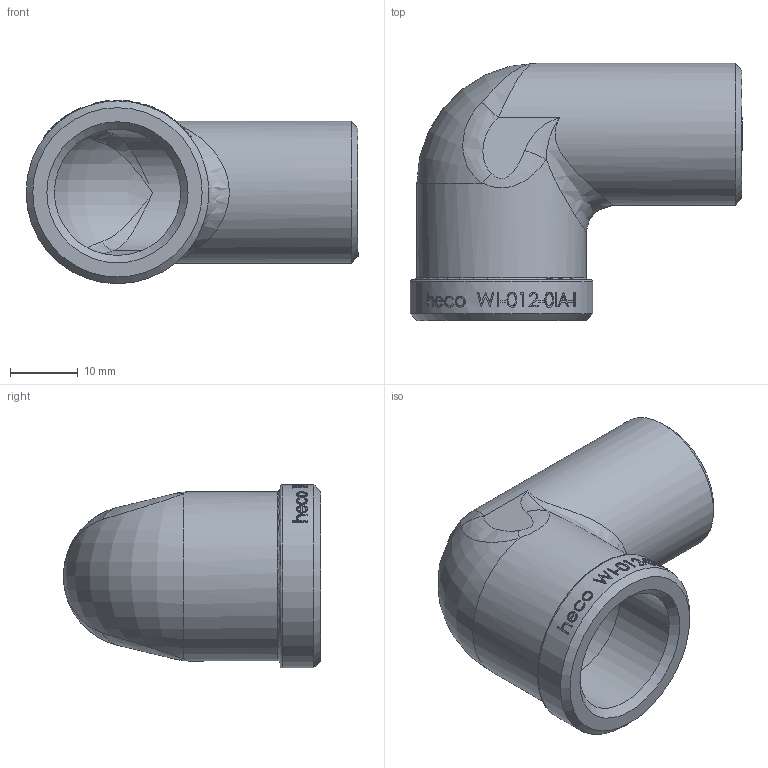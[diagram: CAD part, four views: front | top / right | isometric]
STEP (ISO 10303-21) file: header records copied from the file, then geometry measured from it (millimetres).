
FILE_DESCRIPTION (( 'STEP AP214' ), '1' );
FILE_NAME ('heco_WI-012-0IA-I.STEP', '2015-11-03T09:09:17', ( 'test' ), ( '' ), 'SwSTEP 2.0', 'SolidWorks 2011', '' );
FILE_SCHEMA (( 'AUTOMOTIVE_DESIGN' ));
Length unit declared in the file: millimetre
Products named in the file (1): heco_WI-012-0IA-I
Bounding box: 49 x 37.98 x 27.1 mm (x, y, z)
Volume: 9009.6 mm3; surface area: 8313.5 mm2
Topology: 1 solids, 1 shells, 196 faces, 494 edges, 316 vertices
Faces by surface type: bspline 97, plane 62, cylinder 28, cone 5, torus 4
Full cylindrical faces by diameter (mm): 14.5 x1, 17.755 x1, 18.631 x1, 20.955 x1, 21.8 x1, 25 x1, 27 x1
Entity records: 16676 total; most frequent: CARTESIAN_POINT 10728, ORIENTED_EDGE 934, EDGE_CURVE 467, DIRECTION 450, VERTEX_POINT 311, B_SPLINE_CURVE_WITH_KNOTS 298, EDGE_LOOP 236, FACE_OUTER_BOUND 205
